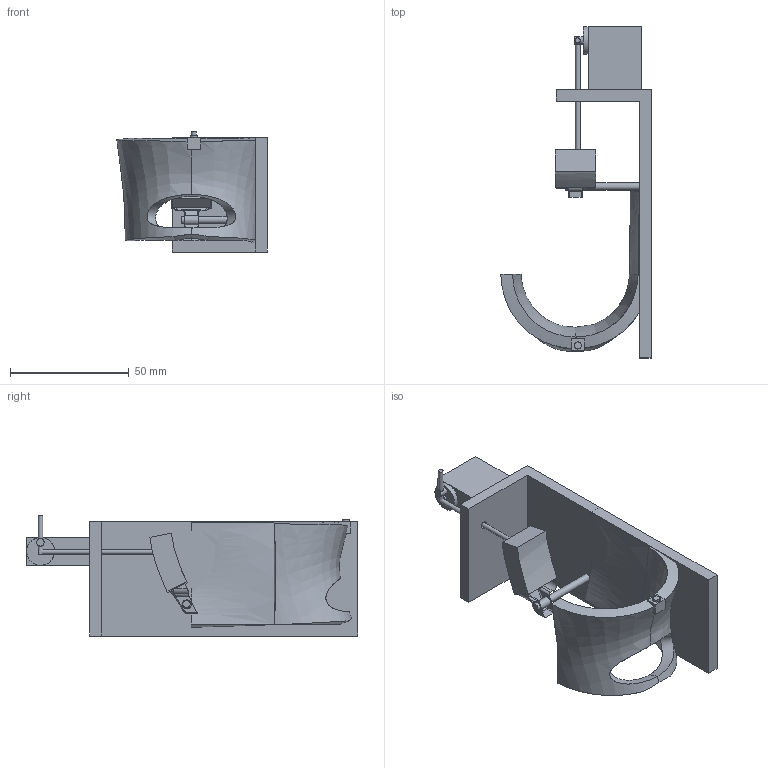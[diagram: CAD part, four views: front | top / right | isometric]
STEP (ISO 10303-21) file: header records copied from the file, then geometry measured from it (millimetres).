
FILE_DESCRIPTION(/* description */ (''),/* implementation_level */ '2;1');
FILE_NAME(/* name */ 'Gripper Design 1.step',/* time_stamp */ '2020-03-17T13:04:13-04:00',/* author */ (''),/* organization */ (''),/* preprocessor_version */ 'ST-DEVELOPER v18',/* originating_system */ 'Autodesk Translation Framework v8.12.0.6',/* authorisation */ '');
FILE_SCHEMA (('AUTOMOTIVE_DESIGN { 1 0 10303 214 3 1 1 }'));
Length unit declared in the file: millimetre
Products named in the file (5): V4.0; Handle; Component4; Component5; Component6
Assembly tree (4 placements, depth 2):
  V4.0
    Handle
    Component4
    Component5
    Component6
Bounding box: 63.29 x 139.72 x 50.53 mm (x, y, z)
Volume: 47196.2 mm3; surface area: 31965.2 mm2
Topology: 6 solids, 72 shells, 130 faces, 485 edges, 429 vertices
Faces by surface type: bspline 61, plane 45, cylinder 22, torus 2
Full cylindrical faces by diameter (mm): 2 x2, 2.028 x1, 2.25 x1, 3 x2, 3.085 x1, 3.162 x1, 3.8 x1, 11.716 x1
Entity records: 26122 total; most frequent: CARTESIAN_POINT 22439, ORIENTED_EDGE 617, DIRECTION 485, EDGE_CURVE 480, VERTEX_POINT 429, B_SPLINE_CURVE_WITH_KNOTS 233, LINE 165, VECTOR 165
